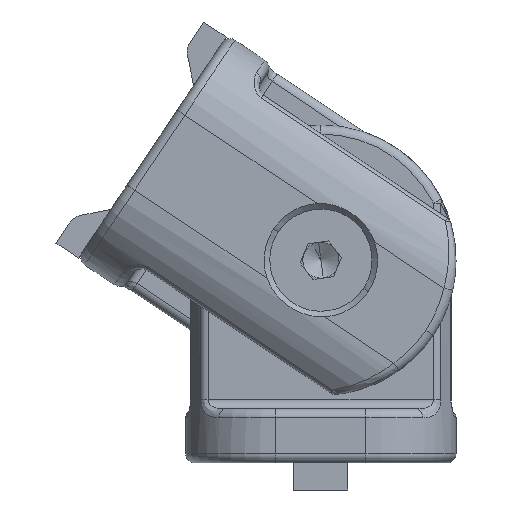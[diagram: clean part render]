
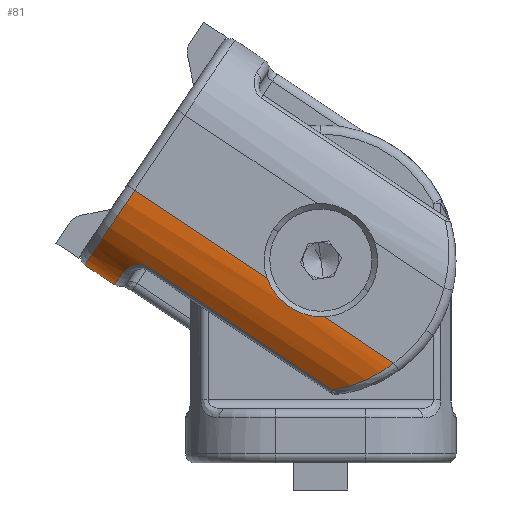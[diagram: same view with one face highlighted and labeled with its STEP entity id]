
A CAD part, front view. The second image highlights one B-rep face of the part: STEP entity #81.
In plain terms, the highlighted cylindrical face has radius 10 mm (diameter 20 mm), a partial arc.
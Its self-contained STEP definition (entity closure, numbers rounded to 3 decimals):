
#81 = ADVANCED_FACE ( 'NONE', ( #2077 ), #2081, .T. ) ;
#185 = EDGE_CURVE ( 'NONE', #4292, #4229, #2234, .T. ) ;
#191 = EDGE_CURVE ( 'NONE', #4248, #4275, #2248, .T. ) ;
#226 = EDGE_CURVE ( 'NONE', #4199, #4108, #2311, .T. ) ;
#227 = EDGE_CURVE ( 'NONE', #4108, #4042, #349, .T. ) ;
#228 = EDGE_CURVE ( 'NONE', #4042, #4232, #2313, .T. ) ;
#229 = EDGE_CURVE ( 'NONE', #4232, #4248, #348, .T. ) ;
#230 = EDGE_CURVE ( 'NONE', #4229, #4062, #2315, .T. ) ;
#231 = EDGE_CURVE ( 'NONE', #4199, #4062, #2318, .T. ) ;
#348 = B_SPLINE_CURVE_WITH_KNOTS ( 'NONE', 3,
 ( #5124, #5097, #5098, #5126, #5127, #5128, #5129, #5130, #5131, #5132, #5133, #5134 ),
 .UNSPECIFIED., .F., .F.,
 ( 4, 2, 2, 2, 2, 4 ),
 ( 0., 0.002, 0.004, 0.005, 0.006, 0.008 ),
 .UNSPECIFIED. ) ;
#349 = B_SPLINE_CURVE_WITH_KNOTS ( 'NONE', 3,
 ( #5107, #5102, #5103, #5108, #5109, #5110, #5111, #5112, #5113, #5114, #5115, #5116, #5117, #5118, #5119, #5120 ),
 .UNSPECIFIED., .F., .F.,
 ( 4, 2, 2, 2, 2, 2, 2, 4 ),
 ( 0., 0.001, 0.001, 0.002, 0.002, 0.003, 0.003, 0.004 ),
 .UNSPECIFIED. ) ;
#380 = B_SPLINE_CURVE_WITH_KNOTS ( 'NONE', 3,
 ( #1296, #1290, #1291, #1297, #1298, #1299, #1300, #1301, #1302, #1303, #1304, #1305, #1306, #1307, #1308, #1309, #1310, #1311 ),
 .UNSPECIFIED., .F., .F.,
 ( 4, 2, 2, 2, 2, 2, 2, 2, 4 ),
 ( 0., 0.001, 0.002, 0.003, 0.004, 0.005, 0.006, 0.007, 0.008 ),
 .UNSPECIFIED. ) ;
#927 = EDGE_CURVE ( 'NONE', #4292, #4275, #380, .T. ) ;
#1041 = AXIS2_PLACEMENT_3D ( 'NONE', #5806, #5805, #5802 ) ;
#1153 = AXIS2_PLACEMENT_3D ( 'NONE', #5104, #5105, #5106 ) ;
#1154 = AXIS2_PLACEMENT_3D ( 'NONE', #5137, #5138, #5139 ) ;
#1290 = CARTESIAN_POINT ( 'NONE',  ( -5.209, 15., 18.94 ) ) ;
#1291 = CARTESIAN_POINT ( 'NONE',  ( -5.388, 14.994, 19.229 ) ) ;
#1296 = CARTESIAN_POINT ( 'NONE',  ( -5., 15., 18.667 ) ) ;
#1297 = CARTESIAN_POINT ( 'NONE',  ( -5.694, 14.977, 19.837 ) ) ;
#1298 = CARTESIAN_POINT ( 'NONE',  ( -5.823, 14.967, 20.158 ) ) ;
#1299 = CARTESIAN_POINT ( 'NONE',  ( -6.025, 14.948, 20.811 ) ) ;
#1300 = CARTESIAN_POINT ( 'NONE',  ( -6.1, 14.939, 21.144 ) ) ;
#1301 = CARTESIAN_POINT ( 'NONE',  ( -6.2, 14.928, 21.82 ) ) ;
#1302 = CARTESIAN_POINT ( 'NONE',  ( -6.225, 14.925, 22.165 ) ) ;
#1303 = CARTESIAN_POINT ( 'NONE',  ( -6.224, 14.925, 22.847 ) ) ;
#1304 = CARTESIAN_POINT ( 'NONE',  ( -6.199, 14.928, 23.186 ) ) ;
#1305 = CARTESIAN_POINT ( 'NONE',  ( -6.099, 14.94, 23.859 ) ) ;
#1306 = CARTESIAN_POINT ( 'NONE',  ( -6.023, 14.948, 24.197 ) ) ;
#1307 = CARTESIAN_POINT ( 'NONE',  ( -5.82, 14.967, 24.849 ) ) ;
#1308 = CARTESIAN_POINT ( 'NONE',  ( -5.694, 14.977, 25.163 ) ) ;
#1309 = CARTESIAN_POINT ( 'NONE',  ( -5.39, 14.994, 25.768 ) ) ;
#1310 = CARTESIAN_POINT ( 'NONE',  ( -5.21, 15., 26.059 ) ) ;
#1311 = CARTESIAN_POINT ( 'NONE',  ( -5., 15., 26.333 ) ) ;
#2077 = FACE_OUTER_BOUND ( 'NONE', #3564, .T. ) ;
#2081 = CYLINDRICAL_SURFACE ( 'NONE', #1041, 10. ) ;
#2234 = LINE ( 'NONE', #5000, #2238 ) ;
#2238 = VECTOR ( 'NONE', #5002, 1000. ) ;
#2248 = LINE ( 'NONE', #5010, #2251 ) ;
#2251 = VECTOR ( 'NONE', #5011, 1000. ) ;
#2311 = CIRCLE ( 'NONE', #1153, 10. ) ;
#2313 = LINE ( 'NONE', #5121, #2314 ) ;
#2314 = VECTOR ( 'NONE', #5122, 1000. ) ;
#2315 = CIRCLE ( 'NONE', #1154, 10. ) ;
#2318 = LINE ( 'NONE', #5123, #2319 ) ;
#2319 = VECTOR ( 'NONE', #5125, 1000. ) ;
#3101 = CARTESIAN_POINT ( 'NONE',  ( -11.285, 12.778, 7. ) ) ;
#3121 = CARTESIAN_POINT ( 'NONE',  ( -15., 5., 1. ) ) ;
#3167 = CARTESIAN_POINT ( 'NONE',  ( -13.315, 10.556, 5. ) ) ;
#3258 = CARTESIAN_POINT ( 'NONE',  ( -15., 5., 5. ) ) ;
#3288 = CARTESIAN_POINT ( 'NONE',  ( -5., 15., 1. ) ) ;
#3291 = CARTESIAN_POINT ( 'NONE',  ( -11.285, 12.778, 31.579 ) ) ;
#3307 = CARTESIAN_POINT ( 'NONE',  ( -5., 15., 35.577 ) ) ;
#3334 = CARTESIAN_POINT ( 'NONE',  ( -5., 15., 26.333 ) ) ;
#3351 = CARTESIAN_POINT ( 'NONE',  ( -5., 15., 18.667 ) ) ;
#3564 = EDGE_LOOP ( 'NONE', ( #4951, #4930, #4936, #4977, #4940, #4934, #4938, #4972, #4954 ) ) ;
#4042 = VERTEX_POINT ( 'NONE', #3101 ) ;
#4062 = VERTEX_POINT ( 'NONE', #3121 ) ;
#4108 = VERTEX_POINT ( 'NONE', #3167 ) ;
#4199 = VERTEX_POINT ( 'NONE', #3258 ) ;
#4229 = VERTEX_POINT ( 'NONE', #3288 ) ;
#4232 = VERTEX_POINT ( 'NONE', #3291 ) ;
#4248 = VERTEX_POINT ( 'NONE', #3307 ) ;
#4275 = VERTEX_POINT ( 'NONE', #3334 ) ;
#4292 = VERTEX_POINT ( 'NONE', #3351 ) ;
#4930 = ORIENTED_EDGE ( 'NONE', *, *, #227, .T. ) ;
#4934 = ORIENTED_EDGE ( 'NONE', *, *, #927, .F. ) ;
#4936 = ORIENTED_EDGE ( 'NONE', *, *, #228, .T. ) ;
#4938 = ORIENTED_EDGE ( 'NONE', *, *, #185, .T. ) ;
#4940 = ORIENTED_EDGE ( 'NONE', *, *, #191, .T. ) ;
#4951 = ORIENTED_EDGE ( 'NONE', *, *, #226, .T. ) ;
#4954 = ORIENTED_EDGE ( 'NONE', *, *, #231, .F. ) ;
#4972 = ORIENTED_EDGE ( 'NONE', *, *, #230, .T. ) ;
#4977 = ORIENTED_EDGE ( 'NONE', *, *, #229, .T. ) ;
#5000 = CARTESIAN_POINT ( 'NONE',  ( -5., 15., 6. ) ) ;
#5002 = DIRECTION ( 'NONE',  ( 0., 0., -1. ) ) ;
#5010 = CARTESIAN_POINT ( 'NONE',  ( -5., 15., 37.5 ) ) ;
#5011 = DIRECTION ( 'NONE',  ( 0., 0., -1. ) ) ;
#5097 = CARTESIAN_POINT ( 'NONE',  ( -10.885, 13.101, 32.002 ) ) ;
#5098 = CARTESIAN_POINT ( 'NONE',  ( -10.456, 13.398, 32.405 ) ) ;
#5102 = CARTESIAN_POINT ( 'NONE',  ( -13.131, 10.831, 5. ) ) ;
#5103 = CARTESIAN_POINT ( 'NONE',  ( -12.938, 11.091, 5.044 ) ) ;
#5104 = CARTESIAN_POINT ( 'NONE',  ( -5., 5., 5. ) ) ;
#5105 = DIRECTION ( 'NONE',  ( 0., 0., -1. ) ) ;
#5106 = DIRECTION ( 'NONE',  ( 1., 0., 0. ) ) ;
#5107 = CARTESIAN_POINT ( 'NONE',  ( -13.315, 10.556, 5. ) ) ;
#5108 = CARTESIAN_POINT ( 'NONE',  ( -12.635, 11.46, 5.169 ) ) ;
#5109 = CARTESIAN_POINT ( 'NONE',  ( -12.532, 11.579, 5.221 ) ) ;
#5110 = CARTESIAN_POINT ( 'NONE',  ( -12.329, 11.805, 5.342 ) ) ;
#5111 = CARTESIAN_POINT ( 'NONE',  ( -12.227, 11.913, 5.412 ) ) ;
#5112 = CARTESIAN_POINT ( 'NONE',  ( -12.026, 12.117, 5.572 ) ) ;
#5113 = CARTESIAN_POINT ( 'NONE',  ( -11.926, 12.214, 5.663 ) ) ;
#5114 = CARTESIAN_POINT ( 'NONE',  ( -11.737, 12.391, 5.865 ) ) ;
#5115 = CARTESIAN_POINT ( 'NONE',  ( -11.648, 12.471, 5.976 ) ) ;
#5116 = CARTESIAN_POINT ( 'NONE',  ( -11.486, 12.612, 6.229 ) ) ;
#5117 = CARTESIAN_POINT ( 'NONE',  ( -11.416, 12.671, 6.367 ) ) ;
#5118 = CARTESIAN_POINT ( 'NONE',  ( -11.315, 12.754, 6.67 ) ) ;
#5119 = CARTESIAN_POINT ( 'NONE',  ( -11.285, 12.778, 6.833 ) ) ;
#5120 = CARTESIAN_POINT ( 'NONE',  ( -11.285, 12.778, 7. ) ) ;
#5121 = CARTESIAN_POINT ( 'NONE',  ( -11.285, 12.778, 6. ) ) ;
#5122 = DIRECTION ( 'NONE',  ( 0., 0., 1. ) ) ;
#5123 = CARTESIAN_POINT ( 'NONE',  ( -15., 5., 6. ) ) ;
#5124 = CARTESIAN_POINT ( 'NONE',  ( -11.285, 12.778, 31.579 ) ) ;
#5125 = DIRECTION ( 'NONE',  ( 0., 0., -1. ) ) ;
#5126 = CARTESIAN_POINT ( 'NONE',  ( -9.531, 13.931, 33.173 ) ) ;
#5127 = CARTESIAN_POINT ( 'NONE',  ( -9.036, 14.167, 33.537 ) ) ;
#5128 = CARTESIAN_POINT ( 'NONE',  ( -8.238, 14.466, 34.052 ) ) ;
#5129 = CARTESIAN_POINT ( 'NONE',  ( -7.962, 14.556, 34.219 ) ) ;
#5130 = CARTESIAN_POINT ( 'NONE',  ( -7.401, 14.712, 34.534 ) ) ;
#5131 = CARTESIAN_POINT ( 'NONE',  ( -7.115, 14.778, 34.683 ) ) ;
#5132 = CARTESIAN_POINT ( 'NONE',  ( -6.239, 14.941, 35.108 ) ) ;
#5133 = CARTESIAN_POINT ( 'NONE',  ( -5.632, 15., 35.359 ) ) ;
#5134 = CARTESIAN_POINT ( 'NONE',  ( -5., 15., 35.577 ) ) ;
#5137 = CARTESIAN_POINT ( 'NONE',  ( -5., 5., 1. ) ) ;
#5138 = DIRECTION ( 'NONE',  ( 0., 0., 1. ) ) ;
#5139 = DIRECTION ( 'NONE',  ( 1., 0., 0. ) ) ;
#5802 = DIRECTION ( 'NONE',  ( -1., 0., 0. ) ) ;
#5805 = DIRECTION ( 'NONE',  ( 0., 0., -1. ) ) ;
#5806 = CARTESIAN_POINT ( 'NONE',  ( -5., 5., 6. ) ) ;
